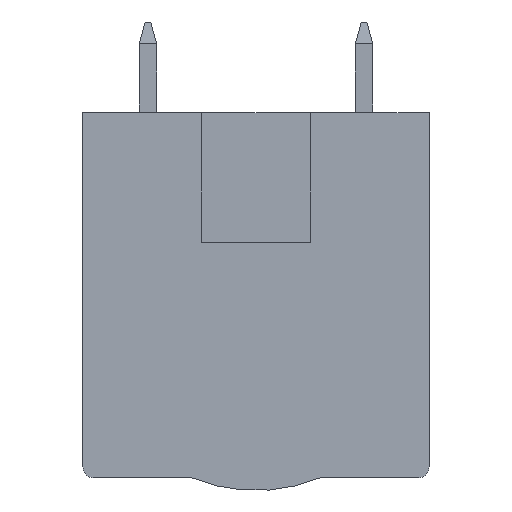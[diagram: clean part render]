
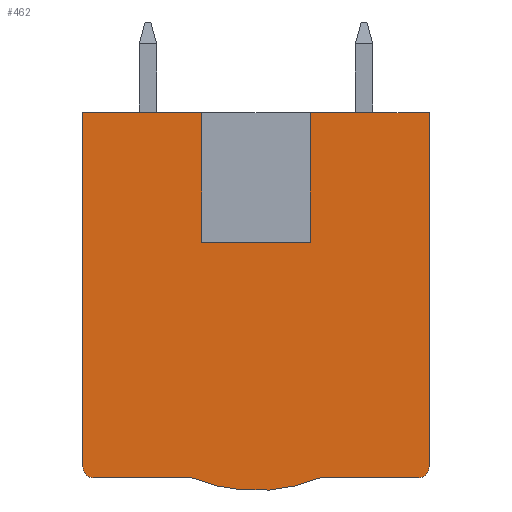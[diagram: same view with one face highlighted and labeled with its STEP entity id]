
A CAD part, front view. The second image highlights one B-rep face of the part: STEP entity #462.
In plain terms, the highlighted planar face has unit normal (0, -1, 0).
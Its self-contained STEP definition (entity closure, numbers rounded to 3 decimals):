
#462 = ADVANCED_FACE( '', ( #1058 ), #1059, .F. );
#1058 = FACE_OUTER_BOUND( '', #1843, .T. );
#1059 = PLANE( '', #1844 );
#1843 = EDGE_LOOP( '', ( #3216, #3217, #3218, #3219, #3220, #3221, #3222, #3223, #3224, #3225, #3226, #3227 ) );
#1844 = AXIS2_PLACEMENT_3D( '', #3228, #3229, #3230 );
#3216 = ORIENTED_EDGE( '', *, *, #5012, .F. );
#3217 = ORIENTED_EDGE( '', *, *, #5013, .T. );
#3218 = ORIENTED_EDGE( '', *, *, #5014, .F. );
#3219 = ORIENTED_EDGE( '', *, *, #5015, .T. );
#3220 = ORIENTED_EDGE( '', *, *, #4907, .F. );
#3221 = ORIENTED_EDGE( '', *, *, #5016, .F. );
#3222 = ORIENTED_EDGE( '', *, *, #5017, .F. );
#3223 = ORIENTED_EDGE( '', *, *, #5018, .T. );
#3224 = ORIENTED_EDGE( '', *, *, #4516, .F. );
#3225 = ORIENTED_EDGE( '', *, *, #5019, .T. );
#3226 = ORIENTED_EDGE( '', *, *, #5020, .T. );
#3227 = ORIENTED_EDGE( '', *, *, #4712, .T. );
#3228 = CARTESIAN_POINT( '', ( -10.768, -17.504, -6.874 ) );
#3229 = DIRECTION( '', ( 0., 1., 0. ) );
#3230 = DIRECTION( '', ( -1., 0., 0. ) );
#4516 = EDGE_CURVE( '', #5368, #5370, #5371, .T. );
#4712 = EDGE_CURVE( '', #5716, #5714, #5717, .T. );
#4907 = EDGE_CURVE( '', #6029, #6031, #6032, .T. );
#5012 = EDGE_CURVE( '', #6178, #5714, #6179, .T. );
#5013 = EDGE_CURVE( '', #6178, #6180, #6181, .T. );
#5014 = EDGE_CURVE( '', #6182, #6180, #6183, .T. );
#5015 = EDGE_CURVE( '', #6182, #6031, #6184, .F. );
#5016 = EDGE_CURVE( '', #6185, #6029, #6186, .T. );
#5017 = EDGE_CURVE( '', #6187, #6185, #6188, .T. );
#5018 = EDGE_CURVE( '', #6187, #5370, #6189, .F. );
#5019 = EDGE_CURVE( '', #5368, #6190, #6191, .T. );
#5020 = EDGE_CURVE( '', #6190, #5716, #6192, .T. );
#5368 = VERTEX_POINT( '', #6620 );
#5370 = VERTEX_POINT( '', #6623 );
#5371 = LINE( '', #6624, #6625 );
#5714 = VERTEX_POINT( '', #7150 );
#5716 = VERTEX_POINT( '', #7153 );
#5717 = LINE( '', #7154, #7155 );
#6029 = VERTEX_POINT( '', #7685 );
#6031 = VERTEX_POINT( '', #7688 );
#6032 = LINE( '', #7689, #7690 );
#6178 = VERTEX_POINT( '', #7941 );
#6179 = LINE( '', #7942, #7943 );
#6180 = VERTEX_POINT( '', #7944 );
#6181 = LINE( '', #7945, #7946 );
#6182 = VERTEX_POINT( '', #7947 );
#6183 = LINE( '', #7948, #7949 );
#6184 = CIRCLE( '', #7950, 0.495 );
#6185 = VERTEX_POINT( '', #7951 );
#6186 = CIRCLE( '', #7952, 7.722 );
#6187 = VERTEX_POINT( '', #7953 );
#6188 = LINE( '', #7954, #7955 );
#6189 = CIRCLE( '', #7956, 0.495 );
#6190 = VERTEX_POINT( '', #7957 );
#6191 = LINE( '', #7958, #7959 );
#6192 = LINE( '', #7960, #7961 );
#6620 = CARTESIAN_POINT( '', ( 5.25, -17.504, 9.52 ) );
#6623 = CARTESIAN_POINT( '', ( 5.25, -17.504, -6.874 ) );
#6624 = CARTESIAN_POINT( '', ( 5.25, -17.504, -6.874 ) );
#6625 = VECTOR( '', #8669, 1000. );
#7150 = CARTESIAN_POINT( '', ( -4.682, -17.504, 3.52 ) );
#7153 = CARTESIAN_POINT( '', ( -0.837, -17.504, 3.52 ) );
#7154 = CARTESIAN_POINT( '', ( -4.682, -17.504, 3.52 ) );
#7155 = VECTOR( '', #8889, 1000. );
#7685 = CARTESIAN_POINT( '', ( -5.729, -17.504, -7.369 ) );
#7688 = CARTESIAN_POINT( '', ( -10.273, -17.504, -7.369 ) );
#7689 = CARTESIAN_POINT( '', ( 0.211, -17.504, -7.369 ) );
#7690 = VECTOR( '', #9083, 1000. );
#7941 = CARTESIAN_POINT( '', ( -4.682, -17.504, 9.52 ) );
#7942 = CARTESIAN_POINT( '', ( -4.682, -17.504, 9.52 ) );
#7943 = VECTOR( '', #9167, 1000. );
#7944 = CARTESIAN_POINT( '', ( -10.768, -17.504, 9.52 ) );
#7945 = CARTESIAN_POINT( '', ( 9.121, -17.504, 9.52 ) );
#7946 = VECTOR( '', #9168, 1000. );
#7947 = CARTESIAN_POINT( '', ( -10.768, -17.504, -6.874 ) );
#7948 = CARTESIAN_POINT( '', ( -10.768, -17.504, 9.52 ) );
#7949 = VECTOR( '', #9169, 1000. );
#7950 = AXIS2_PLACEMENT_3D( '', #9170, #9171, #9172 );
#7951 = CARTESIAN_POINT( '', ( 0.211, -17.504, -7.369 ) );
#7952 = AXIS2_PLACEMENT_3D( '', #9173, #9174, #9175 );
#7953 = CARTESIAN_POINT( '', ( 4.755, -17.504, -7.369 ) );
#7954 = CARTESIAN_POINT( '', ( 0.211, -17.504, -7.369 ) );
#7955 = VECTOR( '', #9176, 1000. );
#7956 = AXIS2_PLACEMENT_3D( '', #9177, #9178, #9179 );
#7957 = CARTESIAN_POINT( '', ( -0.837, -17.504, 9.52 ) );
#7958 = CARTESIAN_POINT( '', ( 9.121, -17.504, 9.52 ) );
#7959 = VECTOR( '', #9180, 1000. );
#7960 = CARTESIAN_POINT( '', ( -0.837, -17.504, 9.52 ) );
#7961 = VECTOR( '', #9181, 1000. );
#8669 = DIRECTION( '', ( 0., 0., -1. ) );
#8889 = DIRECTION( '', ( -1., 0., 0. ) );
#9083 = DIRECTION( '', ( -1., 0., 0. ) );
#9167 = DIRECTION( '', ( 0., 0., -1. ) );
#9168 = DIRECTION( '', ( -1., 0., 0. ) );
#9169 = DIRECTION( '', ( 0., 0., 1. ) );
#9170 = CARTESIAN_POINT( '', ( -10.273, -17.504, -6.874 ) );
#9171 = DIRECTION( '', ( 0., 1., 0. ) );
#9172 = DIRECTION( '', ( -1., 0., 0. ) );
#9173 = CARTESIAN_POINT( '', ( -2.759, -17.504, -0.241 ) );
#9174 = DIRECTION( '', ( 0., 1., 0. ) );
#9175 = DIRECTION( '', ( -1., 0., 0. ) );
#9176 = DIRECTION( '', ( -1., 0., 0. ) );
#9177 = CARTESIAN_POINT( '', ( 4.755, -17.504, -6.874 ) );
#9178 = DIRECTION( '', ( 0., 1., 0. ) );
#9179 = DIRECTION( '', ( -1., 0., 0. ) );
#9180 = DIRECTION( '', ( -1., 0., 0. ) );
#9181 = DIRECTION( '', ( 0., 0., -1. ) );
